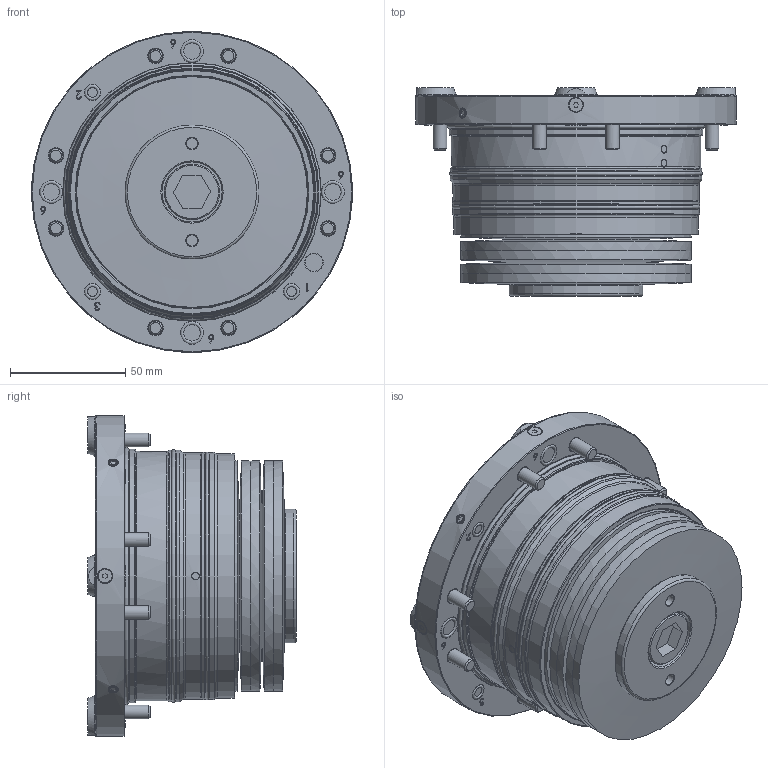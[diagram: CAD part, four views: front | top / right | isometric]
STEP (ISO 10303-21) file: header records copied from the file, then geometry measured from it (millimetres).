
FILE_DESCRIPTION (( 'STEP AP214' ), '1' );
FILE_NAME ('STARK_801 213_B.STEP', '2019-11-22T14:55:39', ( '' ), ( '' ), 'SwSTEP 2.0', 'SolidWorks 2019', '' );
FILE_SCHEMA (( 'AUTOMOTIVE_DESIGN' ));
Length unit declared in the file: millimetre
Products named in the file (1): STARK_801 213_B
Bounding box: 139 x 90.3 x 139 mm (x, y, z)
Volume: 770740.4 mm3; surface area: 89254.6 mm2
Topology: 1 solids, 1 shells, 620 faces, 1622 edges, 1067 vertices
Faces by surface type: plane 191, cylinder 180, cone 126, bspline 56, torus 51, sphere 16
Full cylindrical faces by diameter (mm): 0.4 x4, 0.8 x24, 2.5 x2, 4.8 x16, 5 x2, 5.95 x8, 6 x16, 7 x3, 10 x12, 11 x8, 24 x1, 26 x1, 30.4 x3, 30.475 x1, 31.5 x1, 32 x1, 32.128 x1, 35 x1, 47 x1, 55.931 x1, 58 x1, 58.29 x2, 100.6 x1, 106 x1, 106.441 x2, 106.6 x1, 107 x2, 107.893 x3, 108 x1, 109 x2
Entity records: 27543 total; most frequent: CARTESIAN_POINT 11489, ORIENTED_EDGE 2368, DIRECTION 2353, EDGE_CURVE 1184, AXIS2_PLACEMENT_3D 1042, EDGE_LOOP 998, VERTEX_POINT 896, FACE_OUTER_BOUND 788
